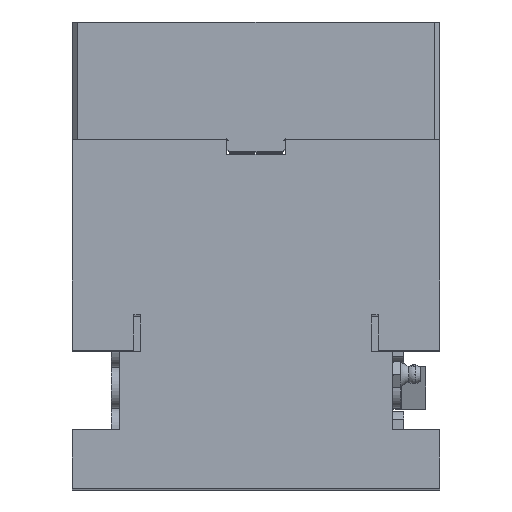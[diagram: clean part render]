
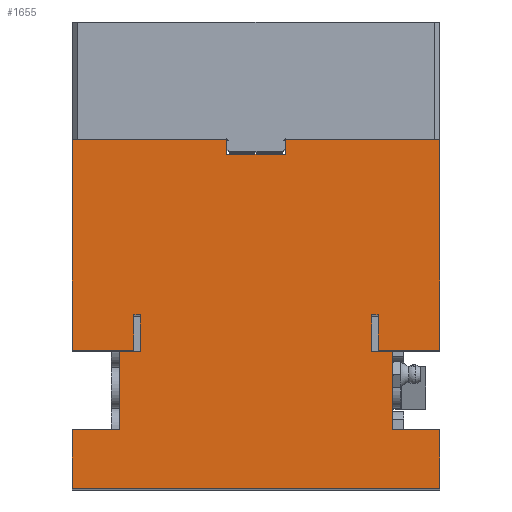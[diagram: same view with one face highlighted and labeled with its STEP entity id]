
A CAD part, top view. The second image highlights one B-rep face of the part: STEP entity #1655.
In plain terms, the highlighted planar face has unit normal (0, 0, 1).
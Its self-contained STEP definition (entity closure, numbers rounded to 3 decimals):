
#774=CARTESIAN_POINT('',(-46.25,20.,300.0));
#775=VERTEX_POINT('',#774);
#782=CARTESIAN_POINT('',(-46.25,46.5,300.0));
#783=VERTEX_POINT('',#782);
#784=CARTESIAN_POINT('',(-46.25,20.,300.0));
#785=DIRECTION('',(0.0,1.0,0.0));
#786=VECTOR('',#785,26.5);
#787=LINE('',#784,#786);
#788=EDGE_CURVE('',#775,#783,#787,.T.);
#1465=CARTESIAN_POINT('',(0.,34.321,300.0));
#1466=DIRECTION('',(0.0,0.0,1.0));
#1467=DIRECTION('',(1.0,0.0,0.0));
#1468=AXIS2_PLACEMENT_3D('',#1465,#1466,#1467);
#1469=PLANE('',#1468);
#1470=CARTESIAN_POINT('',(-62.5,0.0,300.0));
#1471=VERTEX_POINT('',#1470);
#1472=CARTESIAN_POINT('',(-62.5,20.0,300.0));
#1473=VERTEX_POINT('',#1472);
#1474=CARTESIAN_POINT('',(-62.5,0.0,300.0));
#1475=DIRECTION('',(0.0,1.0,0.0));
#1476=VECTOR('',#1475,20.0);
#1477=LINE('',#1474,#1476);
#1478=EDGE_CURVE('',#1471,#1473,#1477,.T.);
#1479=ORIENTED_EDGE('',*,*,#1478,.F.);
#1480=CARTESIAN_POINT('',(62.5,0.0,300.0));
#1481=VERTEX_POINT('',#1480);
#1482=CARTESIAN_POINT('',(62.5,0.0,300.0));
#1483=DIRECTION('',(-1.0,0.0,0.0));
#1484=VECTOR('',#1483,125.0);
#1485=LINE('',#1482,#1484);
#1486=EDGE_CURVE('',#1481,#1471,#1485,.T.);
#1487=ORIENTED_EDGE('',*,*,#1486,.F.);
#1488=CARTESIAN_POINT('',(62.5,20.0,300.0));
#1489=VERTEX_POINT('',#1488);
#1490=CARTESIAN_POINT('',(62.5,20.0,300.0));
#1491=DIRECTION('',(0.0,-1.0,0.0));
#1492=VECTOR('',#1491,20.0);
#1493=LINE('',#1490,#1492);
#1494=EDGE_CURVE('',#1489,#1481,#1493,.T.);
#1495=ORIENTED_EDGE('',*,*,#1494,.F.);
#1496=CARTESIAN_POINT('',(46.25,20.,300.0));
#1497=VERTEX_POINT('',#1496);
#1498=CARTESIAN_POINT('',(46.25,20.,300.0));
#1499=DIRECTION('',(1.0,0.0,0.0));
#1500=VECTOR('',#1499,16.25);
#1501=LINE('',#1498,#1500);
#1502=EDGE_CURVE('',#1497,#1489,#1501,.T.);
#1503=ORIENTED_EDGE('',*,*,#1502,.F.);
#1504=CARTESIAN_POINT('',(46.25,46.5,300.0));
#1505=VERTEX_POINT('',#1504);
#1506=CARTESIAN_POINT('',(46.25,46.5,300.0));
#1507=DIRECTION('',(0.0,-1.0,0.0));
#1508=VECTOR('',#1507,26.5);
#1509=LINE('',#1506,#1508);
#1510=EDGE_CURVE('',#1505,#1497,#1509,.T.);
#1511=ORIENTED_EDGE('',*,*,#1510,.F.);
#1512=CARTESIAN_POINT('',(39.25,46.5,300.0));
#1513=VERTEX_POINT('',#1512);
#1514=CARTESIAN_POINT('',(39.25,46.5,300.0));
#1515=DIRECTION('',(1.0,0.0,0.0));
#1516=VECTOR('',#1515,7.);
#1517=LINE('',#1514,#1516);
#1518=EDGE_CURVE('',#1513,#1505,#1517,.T.);
#1519=ORIENTED_EDGE('',*,*,#1518,.F.);
#1520=CARTESIAN_POINT('',(39.25,59.,300.0));
#1521=VERTEX_POINT('',#1520);
#1522=CARTESIAN_POINT('',(39.25,59.,300.0));
#1523=DIRECTION('',(0.0,-1.0,0.0));
#1524=VECTOR('',#1523,12.5);
#1525=LINE('',#1522,#1524);
#1526=EDGE_CURVE('',#1521,#1513,#1525,.T.);
#1527=ORIENTED_EDGE('',*,*,#1526,.F.);
#1528=CARTESIAN_POINT('',(41.5,59.,300.));
#1529=VERTEX_POINT('',#1528);
#1530=CARTESIAN_POINT('',(41.5,59.,300.0));
#1531=DIRECTION('',(-1.0,0.0,0.0));
#1532=VECTOR('',#1531,2.25);
#1533=LINE('',#1530,#1532);
#1534=EDGE_CURVE('',#1529,#1521,#1533,.T.);
#1535=ORIENTED_EDGE('',*,*,#1534,.F.);
#1536=CARTESIAN_POINT('',(41.5,47.,300.));
#1537=VERTEX_POINT('',#1536);
#1538=CARTESIAN_POINT('',(41.5,59.,300.));
#1539=DIRECTION('',(0.0,-1.0,0.0));
#1540=VECTOR('',#1539,12.0);
#1541=LINE('',#1538,#1540);
#1542=EDGE_CURVE('',#1529,#1537,#1541,.T.);
#1543=ORIENTED_EDGE('',*,*,#1542,.T.);
#1544=CARTESIAN_POINT('',(62.5,47.,300.));
#1545=VERTEX_POINT('',#1544);
#1546=CARTESIAN_POINT('',(41.5,47.,300.));
#1547=DIRECTION('',(1.0,0.0,0.0));
#1548=VECTOR('',#1547,21.0);
#1549=LINE('',#1546,#1548);
#1550=EDGE_CURVE('',#1537,#1545,#1549,.T.);
#1551=ORIENTED_EDGE('',*,*,#1550,.T.);
#1552=CARTESIAN_POINT('',(62.5,118.5,300.0));
#1553=VERTEX_POINT('',#1552);
#1554=CARTESIAN_POINT('',(62.5,118.5,300.0));
#1555=DIRECTION('',(0.0,-1.0,0.0));
#1556=VECTOR('',#1555,71.5);
#1557=LINE('',#1554,#1556);
#1558=EDGE_CURVE('',#1553,#1545,#1557,.T.);
#1559=ORIENTED_EDGE('',*,*,#1558,.F.);
#1560=CARTESIAN_POINT('',(10.0,118.5,300.0));
#1561=VERTEX_POINT('',#1560);
#1562=CARTESIAN_POINT('',(62.5,118.5,300.0));
#1563=DIRECTION('',(-1.0,0.0,0.0));
#1564=VECTOR('',#1563,52.5);
#1565=LINE('',#1562,#1564);
#1566=EDGE_CURVE('',#1553,#1561,#1565,.T.);
#1567=ORIENTED_EDGE('',*,*,#1566,.T.);
#1568=CARTESIAN_POINT('',(10.0,113.5,300.0));
#1569=VERTEX_POINT('',#1568);
#1570=CARTESIAN_POINT('',(10.0,118.5,300.0));
#1571=DIRECTION('',(0.0,-1.0,0.0));
#1572=VECTOR('',#1571,5.0);
#1573=LINE('',#1570,#1572);
#1574=EDGE_CURVE('',#1561,#1569,#1573,.T.);
#1575=ORIENTED_EDGE('',*,*,#1574,.T.);
#1576=CARTESIAN_POINT('',(-10.0,113.5,300.0));
#1577=VERTEX_POINT('',#1576);
#1578=CARTESIAN_POINT('',(10.0,113.5,300.0));
#1579=DIRECTION('',(-1.0,0.0,0.0));
#1580=VECTOR('',#1579,20.);
#1581=LINE('',#1578,#1580);
#1582=EDGE_CURVE('',#1569,#1577,#1581,.T.);
#1583=ORIENTED_EDGE('',*,*,#1582,.T.);
#1584=CARTESIAN_POINT('',(-10.0,118.5,300.0));
#1585=VERTEX_POINT('',#1584);
#1586=CARTESIAN_POINT('',(-10.0,113.5,300.0));
#1587=DIRECTION('',(0.0,1.0,0.0));
#1588=VECTOR('',#1587,5.0);
#1589=LINE('',#1586,#1588);
#1590=EDGE_CURVE('',#1577,#1585,#1589,.T.);
#1591=ORIENTED_EDGE('',*,*,#1590,.T.);
#1592=CARTESIAN_POINT('',(-62.5,118.5,300.0));
#1593=VERTEX_POINT('',#1592);
#1594=CARTESIAN_POINT('',(-10.,118.5,300.0));
#1595=DIRECTION('',(-1.0,0.0,0.0));
#1596=VECTOR('',#1595,52.5);
#1597=LINE('',#1594,#1596);
#1598=EDGE_CURVE('',#1585,#1593,#1597,.T.);
#1599=ORIENTED_EDGE('',*,*,#1598,.T.);
#1600=CARTESIAN_POINT('',(-62.5,47.,300.0));
#1601=VERTEX_POINT('',#1600);
#1602=CARTESIAN_POINT('',(-62.5,118.5,300.0));
#1603=DIRECTION('',(0.0,-1.0,0.0));
#1604=VECTOR('',#1603,71.5);
#1605=LINE('',#1602,#1604);
#1606=EDGE_CURVE('',#1593,#1601,#1605,.T.);
#1607=ORIENTED_EDGE('',*,*,#1606,.T.);
#1608=CARTESIAN_POINT('',(-41.5,47.,300.0));
#1609=VERTEX_POINT('',#1608);
#1610=CARTESIAN_POINT('',(-62.5,47.,300.0));
#1611=DIRECTION('',(1.0,0.0,0.0));
#1612=VECTOR('',#1611,21.0);
#1613=LINE('',#1610,#1612);
#1614=EDGE_CURVE('',#1601,#1609,#1613,.T.);
#1615=ORIENTED_EDGE('',*,*,#1614,.T.);
#1616=CARTESIAN_POINT('',(-41.5,59.,300.0));
#1617=VERTEX_POINT('',#1616);
#1618=CARTESIAN_POINT('',(-41.5,59.,300.0));
#1619=DIRECTION('',(0.0,-1.0,0.0));
#1620=VECTOR('',#1619,12.0);
#1621=LINE('',#1618,#1620);
#1622=EDGE_CURVE('',#1617,#1609,#1621,.T.);
#1623=ORIENTED_EDGE('',*,*,#1622,.F.);
#1624=CARTESIAN_POINT('',(-39.25,59.,300.0));
#1625=VERTEX_POINT('',#1624);
#1626=CARTESIAN_POINT('',(-41.5,59.,300.0));
#1627=DIRECTION('',(1.0,0.0,0.0));
#1628=VECTOR('',#1627,2.25);
#1629=LINE('',#1626,#1628);
#1630=EDGE_CURVE('',#1617,#1625,#1629,.T.);
#1631=ORIENTED_EDGE('',*,*,#1630,.T.);
#1632=CARTESIAN_POINT('',(-39.25,46.5,300.0));
#1633=VERTEX_POINT('',#1632);
#1634=CARTESIAN_POINT('',(-39.25,46.5,300.0));
#1635=DIRECTION('',(0.0,1.0,0.0));
#1636=VECTOR('',#1635,12.5);
#1637=LINE('',#1634,#1636);
#1638=EDGE_CURVE('',#1633,#1625,#1637,.T.);
#1639=ORIENTED_EDGE('',*,*,#1638,.F.);
#1640=CARTESIAN_POINT('',(-46.25,46.5,300.0));
#1641=DIRECTION('',(1.0,0.0,0.0));
#1642=VECTOR('',#1641,7.);
#1643=LINE('',#1640,#1642);
#1644=EDGE_CURVE('',#783,#1633,#1643,.T.);
#1645=ORIENTED_EDGE('',*,*,#1644,.F.);
#1646=ORIENTED_EDGE('',*,*,#788,.F.);
#1647=CARTESIAN_POINT('',(-62.5,20.0,300.0));
#1648=DIRECTION('',(1.0,0.0,0.0));
#1649=VECTOR('',#1648,16.25);
#1650=LINE('',#1647,#1649);
#1651=EDGE_CURVE('',#1473,#775,#1650,.T.);
#1652=ORIENTED_EDGE('',*,*,#1651,.F.);
#1653=EDGE_LOOP('',(#1479,#1487,#1495,#1503,#1511,#1519,#1527,#1535,#1543,#1551,#1559,#1567,#1575,#1583,#1591,#1599,#1607,#1615,#1623,#1631,#1639,#1645,#1646,#1652));
#1654=FACE_OUTER_BOUND('',#1653,.T.);
#1655=ADVANCED_FACE('',(#1654),#1469,.T.);
